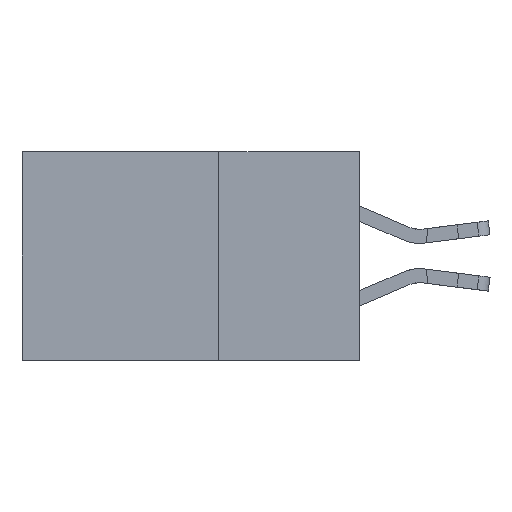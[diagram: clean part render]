
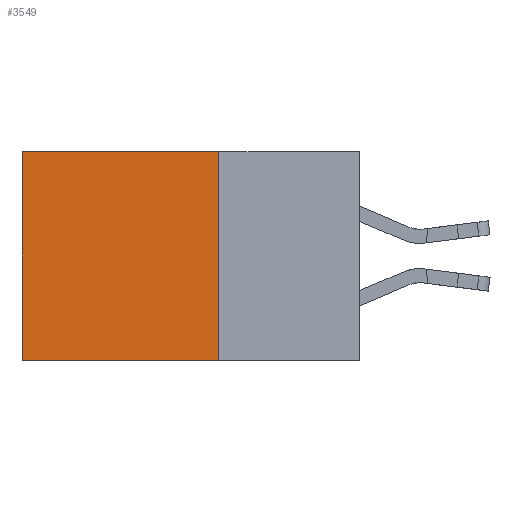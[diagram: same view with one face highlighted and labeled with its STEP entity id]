
A CAD part, left-side view. The second image highlights one B-rep face of the part: STEP entity #3549.
In plain terms, the highlighted planar face has unit normal (-1, 0, 0).
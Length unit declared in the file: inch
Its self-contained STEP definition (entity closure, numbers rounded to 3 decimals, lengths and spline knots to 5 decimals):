
#193 = CARTESIAN_POINT ( 'NONE',  ( 0.2875, 0.25, 0. ) ) ;
#805 = DIRECTION ( 'NONE',  ( 0., 0., -1. ) ) ;
#1000 = VECTOR ( 'NONE', #15096, 39.37008 ) ;
#3170 = DIRECTION ( 'NONE',  ( 0., 0., -1. ) ) ;
#3492 = EDGE_CURVE ( 'NONE', #4917, #11882, #5920, .T. ) ;
#3549 = ADVANCED_FACE ( 'NONE', ( #4199 ), #18948, .F. ) ;
#3551 = VECTOR ( 'NONE', #22515, 39.37008 ) ;
#4199 = FACE_OUTER_BOUND ( 'NONE', #6605, .T. ) ;
#4603 = AXIS2_PLACEMENT_3D ( 'NONE', #7850, #22594, #11613 ) ;
#4917 = VERTEX_POINT ( 'NONE', #13998 ) ;
#5581 = LINE ( 'NONE', #21053, #9950 ) ;
#5920 = LINE ( 'NONE', #193, #1000 ) ;
#5966 = VERTEX_POINT ( 'NONE', #12857 ) ;
#6427 = LINE ( 'NONE', #6769, #20661 ) ;
#6605 = EDGE_LOOP ( 'NONE', ( #7013, #13468, #8555, #19855 ) ) ;
#6769 = CARTESIAN_POINT ( 'NONE',  ( 0.2875, 0.25, 0. ) ) ;
#7013 = ORIENTED_EDGE ( 'NONE', *, *, #22022, .T. ) ;
#7850 = CARTESIAN_POINT ( 'NONE',  ( 0.2875, 0.25, 0. ) ) ;
#8477 = LINE ( 'NONE', #13326, #3551 ) ;
#8555 = ORIENTED_EDGE ( 'NONE', *, *, #22182, .F. ) ;
#9304 = EDGE_CURVE ( 'NONE', #5966, #15804, #8477, .T. ) ;
#9950 = VECTOR ( 'NONE', #805, 39.37008 ) ;
#10382 = CARTESIAN_POINT ( 'NONE',  ( 0.2875, 0.6, -0.37 ) ) ;
#11613 = DIRECTION ( 'NONE',  ( 0., 0., -1. ) ) ;
#11882 = VERTEX_POINT ( 'NONE', #17820 ) ;
#12857 = CARTESIAN_POINT ( 'NONE',  ( 0.2875, 0.25, -0.37 ) ) ;
#13326 = CARTESIAN_POINT ( 'NONE',  ( 0.2875, 0.25, -0.37 ) ) ;
#13468 = ORIENTED_EDGE ( 'NONE', *, *, #9304, .F. ) ;
#13998 = CARTESIAN_POINT ( 'NONE',  ( 0.2875, 0.25, 0. ) ) ;
#15096 = DIRECTION ( 'NONE',  ( 0., 1., 0. ) ) ;
#15804 = VERTEX_POINT ( 'NONE', #10382 ) ;
#17820 = CARTESIAN_POINT ( 'NONE',  ( 0.2875, 0.6, 0. ) ) ;
#18948 = PLANE ( 'NONE',  #4603 ) ;
#19855 = ORIENTED_EDGE ( 'NONE', *, *, #3492, .T. ) ;
#20661 = VECTOR ( 'NONE', #3170, 39.37008 ) ;
#21053 = CARTESIAN_POINT ( 'NONE',  ( 0.2875, 0.6, 0. ) ) ;
#22022 = EDGE_CURVE ( 'NONE', #11882, #15804, #5581, .T. ) ;
#22182 = EDGE_CURVE ( 'NONE', #4917, #5966, #6427, .T. ) ;
#22515 = DIRECTION ( 'NONE',  ( 0., 1., 0. ) ) ;
#22594 = DIRECTION ( 'NONE',  ( 1., 0., 0. ) ) ;
